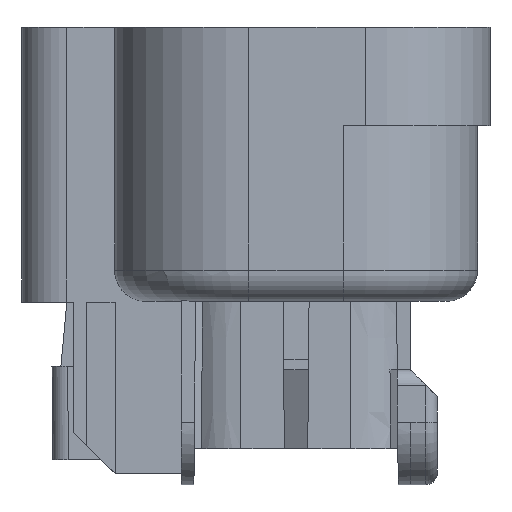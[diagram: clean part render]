
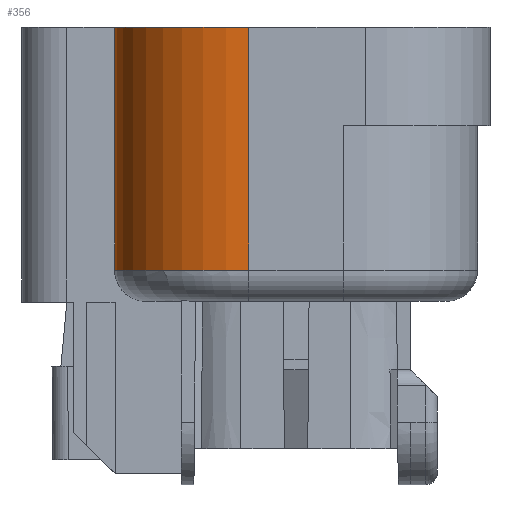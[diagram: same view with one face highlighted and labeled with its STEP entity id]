
A CAD part, left-side view. The second image highlights one B-rep face of the part: STEP entity #356.
In plain terms, the highlighted cylindrical face has radius 8.6 mm (diameter 17.2 mm), a partial arc.
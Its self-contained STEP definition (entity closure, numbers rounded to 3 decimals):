
#61=CYLINDRICAL_SURFACE('',#7221,8.6);
#257=CIRCLE('',#7188,8.6);
#271=CIRCLE('',#7220,8.6);
#356=ADVANCED_FACE('',(#1058),#61,.T.);
#1058=FACE_OUTER_BOUND('',#1442,.T.);
#1442=EDGE_LOOP('',(#2204,#2205,#2206,#2207));
#2204=ORIENTED_EDGE('',*,*,#4709,.F.);
#2205=ORIENTED_EDGE('',*,*,#4712,.T.);
#2206=ORIENTED_EDGE('',*,*,#4713,.F.);
#2207=ORIENTED_EDGE('',*,*,#4674,.T.);
#3995=VERTEX_POINT('',#9957);
#3999=VERTEX_POINT('',#9972);
#4017=VERTEX_POINT('',#10040);
#4019=VERTEX_POINT('',#10048);
#4674=EDGE_CURVE('',#3999,#3995,#257,.T.);
#4709=EDGE_CURVE('',#4017,#3995,#5638,.T.);
#4712=EDGE_CURVE('',#4017,#4019,#271,.T.);
#4713=EDGE_CURVE('',#3999,#4019,#5641,.T.);
#5638=LINE('',#10041,#6480);
#5641=LINE('',#10049,#6483);
#6480=VECTOR('',#8058,1.);
#6483=VECTOR('',#8067,1.);
#7188=AXIS2_PLACEMENT_3D('',#9971,#7977,#7978);
#7220=AXIS2_PLACEMENT_3D('',#10047,#8065,#8066);
#7221=AXIS2_PLACEMENT_3D('',#10050,#8068,#8069);
#7977=DIRECTION('',(0.,0.,1.));
#7978=DIRECTION('',(-1.,0.,0.));
#8058=DIRECTION('',(0.,0.,-1.));
#8065=DIRECTION('',(0.,0.,-1.));
#8066=DIRECTION('',(0.,-1.,0.));
#8067=DIRECTION('',(0.,0.,1.));
#8068=DIRECTION('',(0.,0.,-1.));
#8069=DIRECTION('',(-1.,0.,0.));
#9957=CARTESIAN_POINT('',(-26.974,3.018,-8.552));
#9971=CARTESIAN_POINT('',(-18.374,3.018,-8.552));
#9972=CARTESIAN_POINT('',(-18.374,11.618,-8.552));
#10040=CARTESIAN_POINT('',(-26.974,3.018,7.));
#10041=CARTESIAN_POINT('',(-26.974,3.018,7.048));
#10047=CARTESIAN_POINT('',(-18.374,3.018,7.));
#10048=CARTESIAN_POINT('',(-18.374,11.618,7.));
#10049=CARTESIAN_POINT('',(-18.374,11.618,7.048));
#10050=CARTESIAN_POINT('',(-18.374,3.018,7.048));
